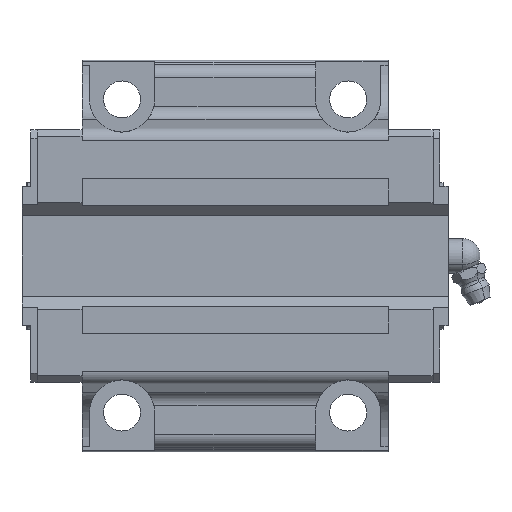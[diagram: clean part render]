
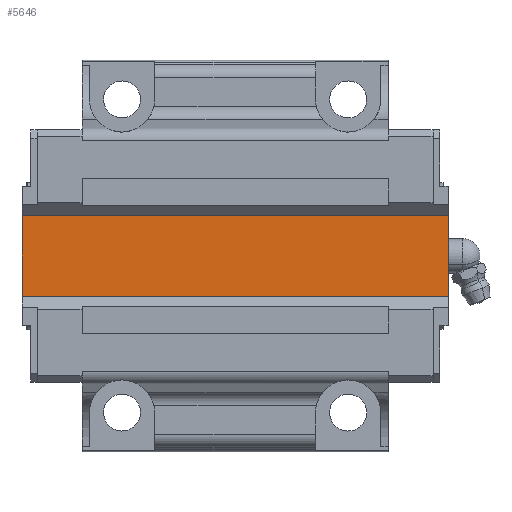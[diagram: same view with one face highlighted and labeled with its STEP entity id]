
A CAD part, front view. The second image highlights one B-rep face of the part: STEP entity #5646.
In plain terms, the highlighted planar face has unit normal (0, -1, 0).
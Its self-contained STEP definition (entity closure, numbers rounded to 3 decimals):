
#2933=CARTESIAN_POINT('Vertex',(49.,19.,10.215)) ;
#2936=CARTESIAN_POINT('Line Origine',(49.,19.,0.)) ;
#2940=CARTESIAN_POINT('Vertex',(49.,19.,-10.215)) ;
#5401=CARTESIAN_POINT('Vertex',(-49.,19.,-10.215)) ;
#5404=CARTESIAN_POINT('Line Origine',(-49.,19.,0.)) ;
#5408=CARTESIAN_POINT('Vertex',(-49.,19.,10.215)) ;
#5618=CARTESIAN_POINT('Line Origine',(0.,19.,10.215)) ;
#5630=CARTESIAN_POINT('Axis2P3D Location',(0.,19.,-10.215)) ;
#5635=CARTESIAN_POINT('Line Origine',(0.,19.,-10.215)) ;
#2937=DIRECTION('Vector Direction',(0.,0.,1.)) ;
#5405=DIRECTION('Vector Direction',(0.,0.,1.)) ;
#5619=DIRECTION('Vector Direction',(1.,0.,0.)) ;
#5631=DIRECTION('Axis2P3D Direction',(0.,-1.,0.)) ;
#5632=DIRECTION('Axis2P3D XDirection',(0.,0.,1.)) ;
#5636=DIRECTION('Vector Direction',(1.,0.,0.)) ;
#5633=AXIS2_PLACEMENT_3D('Plane Axis2P3D',#5630,#5631,#5632) ;
#5641=ORIENTED_EDGE('',*,*,#2942,.T.) ;
#5642=ORIENTED_EDGE('',*,*,#5622,.F.) ;
#5643=ORIENTED_EDGE('',*,*,#5410,.F.) ;
#5644=ORIENTED_EDGE('',*,*,#5639,.T.) ;
#2938=VECTOR('Line Direction',#2937,1.) ;
#5406=VECTOR('Line Direction',#5405,1.) ;
#5620=VECTOR('Line Direction',#5619,1.) ;
#5637=VECTOR('Line Direction',#5636,1.) ;
#5646=ADVANCED_FACE('HSV30CSS_Slider',(#5645),#5634,.T.) ;
#2942=EDGE_CURVE('',#2941,#2934,#2939,.T.) ;
#5410=EDGE_CURVE('',#5402,#5409,#5407,.T.) ;
#5622=EDGE_CURVE('',#5409,#2934,#5621,.T.) ;
#5639=EDGE_CURVE('',#5402,#2941,#5638,.T.) ;
#5640=EDGE_LOOP('',(#5641,#5642,#5643,#5644)) ;
#5645=FACE_OUTER_BOUND('',#5640,.T.) ;
#2939=LINE('Line',#2936,#2938) ;
#5407=LINE('Line',#5404,#5406) ;
#5621=LINE('Line',#5618,#5620) ;
#5638=LINE('Line',#5635,#5637) ;
#5634=PLANE('',#5633) ;
#2934=VERTEX_POINT('',#2933) ;
#2941=VERTEX_POINT('',#2940) ;
#5402=VERTEX_POINT('',#5401) ;
#5409=VERTEX_POINT('',#5408) ;
